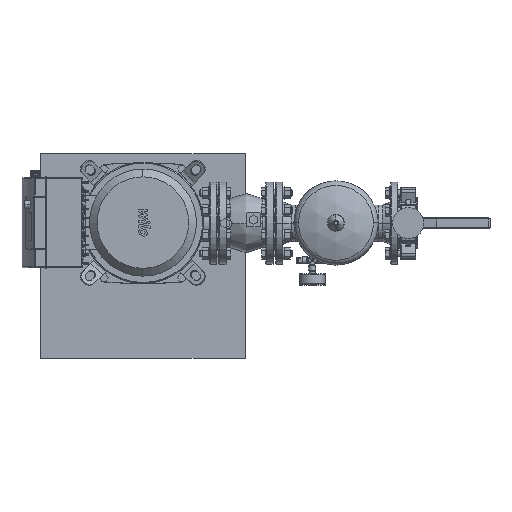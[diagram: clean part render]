
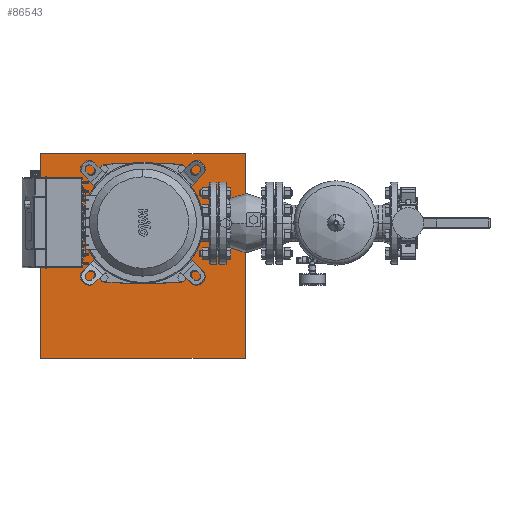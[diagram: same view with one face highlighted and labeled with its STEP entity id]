
A CAD part, top view. The second image highlights one B-rep face of the part: STEP entity #86543.
In plain terms, the highlighted planar face has unit normal (0, 0, 1).
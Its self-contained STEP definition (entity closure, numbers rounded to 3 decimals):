
#86504=CARTESIAN_POINT('',(-250.0,0.0,125.0));
#86505=DIRECTION('',(0.0,0.0,1.0));
#86506=DIRECTION('',(0.0,-1.0,0.0));
#86507=AXIS2_PLACEMENT_3D('',#86504,#86505,#86506);
#86508=PLANE('',#86507);
#86509=CARTESIAN_POINT('',(250.0,-250.0,125.));
#86510=VERTEX_POINT('',#86509);
#86511=CARTESIAN_POINT('',(250.0,250.0,125.));
#86512=VERTEX_POINT('',#86511);
#86513=CARTESIAN_POINT('',(250.0,-250.0,125.));
#86514=DIRECTION('',(0.0,1.0,0.0));
#86515=VECTOR('',#86514,500.0);
#86516=LINE('',#86513,#86515);
#86517=EDGE_CURVE('',#86510,#86512,#86516,.T.);
#86518=ORIENTED_EDGE('',*,*,#86517,.T.);
#86519=CARTESIAN_POINT('',(-250.0,250.0,125.));
#86520=VERTEX_POINT('',#86519);
#86521=CARTESIAN_POINT('',(-250.0,250.0,125.));
#86522=DIRECTION('',(1.0,0.0,0.0));
#86523=VECTOR('',#86522,500.0);
#86524=LINE('',#86521,#86523);
#86525=EDGE_CURVE('',#86520,#86512,#86524,.T.);
#86526=ORIENTED_EDGE('',*,*,#86525,.F.);
#86527=CARTESIAN_POINT('',(-250.0,-250.0,125.));
#86528=VERTEX_POINT('',#86527);
#86529=CARTESIAN_POINT('',(-250.0,250.0,125.));
#86530=DIRECTION('',(0.0,-1.0,0.0));
#86531=VECTOR('',#86530,500.0);
#86532=LINE('',#86529,#86531);
#86533=EDGE_CURVE('',#86520,#86528,#86532,.T.);
#86534=ORIENTED_EDGE('',*,*,#86533,.T.);
#86535=CARTESIAN_POINT('',(-250.0,-250.0,125.));
#86536=DIRECTION('',(1.0,0.0,0.0));
#86537=VECTOR('',#86536,500.0);
#86538=LINE('',#86535,#86537);
#86539=EDGE_CURVE('',#86528,#86510,#86538,.T.);
#86540=ORIENTED_EDGE('',*,*,#86539,.T.);
#86541=EDGE_LOOP('',(#86518,#86526,#86534,#86540));
#86542=FACE_OUTER_BOUND('',#86541,.T.);
#86543=ADVANCED_FACE('',(#86542),#86508,.T.);
